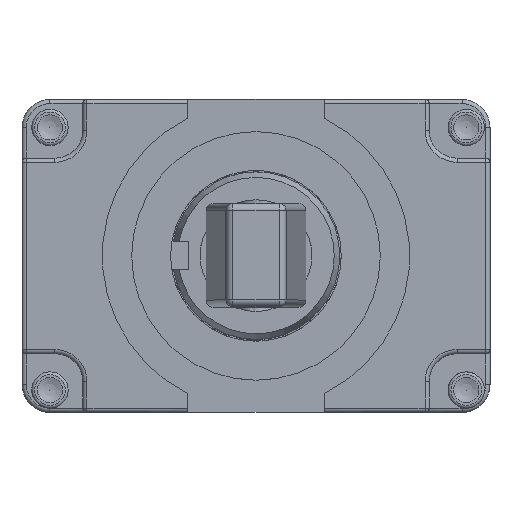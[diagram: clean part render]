
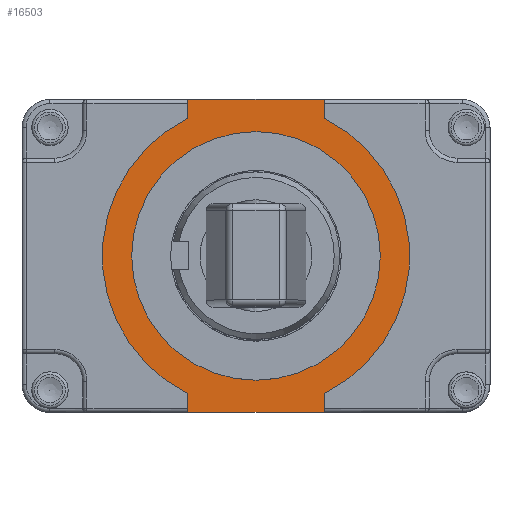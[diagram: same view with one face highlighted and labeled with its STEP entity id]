
A CAD part, top view. The second image highlights one B-rep face of the part: STEP entity #16503.
In plain terms, the highlighted planar face has unit normal (0, 0, 1).
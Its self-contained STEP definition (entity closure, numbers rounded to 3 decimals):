
#162=FACE_BOUND('',#5612,.T.);
#470=PLANE('',#17929);
#1197=LINE('',#25733,#2560);
#1217=LINE('',#25819,#2580);
#1258=LINE('',#26188,#2621);
#1260=LINE('',#26196,#2623);
#1263=LINE('',#26201,#2626);
#1265=LINE('',#26207,#2628);
#2560=VECTOR('',#20573,10.);
#2580=VECTOR('',#20665,10.);
#2621=VECTOR('',#20930,10.);
#2623=VECTOR('',#20940,10.);
#2626=VECTOR('',#20945,10.);
#2628=VECTOR('',#20953,10.);
#4531=FACE_OUTER_BOUND('',#5611,.T.);
#5611=EDGE_LOOP('',(#12738,#12739,#12740,#12741,#12742,#12743,#12744,#12745));
#5612=EDGE_LOOP('',(#12746));
#6623=CIRCLE('',#17918,8.9);
#6624=CIRCLE('',#17922,11.);
#6626=CIRCLE('',#17927,11.);
#7530=VERTEX_POINT('',#25730);
#7531=VERTEX_POINT('',#25732);
#7560=VERTEX_POINT('',#25816);
#7561=VERTEX_POINT('',#25818);
#7625=VERTEX_POINT('',#26179);
#7627=VERTEX_POINT('',#26186);
#7628=VERTEX_POINT('',#26190);
#7630=VERTEX_POINT('',#26199);
#7631=VERTEX_POINT('',#26203);
#9302=EDGE_CURVE('',#7530,#7531,#1197,.T.);
#9344=EDGE_CURVE('',#7560,#7561,#1217,.T.);
#9450=EDGE_CURVE('',#7625,#7625,#6623,.T.);
#9453=EDGE_CURVE('',#7530,#7627,#1258,.T.);
#9454=EDGE_CURVE('',#7627,#7628,#6624,.T.);
#9457=EDGE_CURVE('',#7628,#7561,#1260,.T.);
#9460=EDGE_CURVE('',#7560,#7630,#1263,.T.);
#9461=EDGE_CURVE('',#7630,#7631,#6626,.T.);
#9463=EDGE_CURVE('',#7631,#7531,#1265,.T.);
#12738=ORIENTED_EDGE('',*,*,#9344,.F.);
#12739=ORIENTED_EDGE('',*,*,#9460,.T.);
#12740=ORIENTED_EDGE('',*,*,#9461,.T.);
#12741=ORIENTED_EDGE('',*,*,#9463,.T.);
#12742=ORIENTED_EDGE('',*,*,#9302,.F.);
#12743=ORIENTED_EDGE('',*,*,#9453,.T.);
#12744=ORIENTED_EDGE('',*,*,#9454,.T.);
#12745=ORIENTED_EDGE('',*,*,#9457,.T.);
#12746=ORIENTED_EDGE('',*,*,#9450,.T.);
#16503=ADVANCED_FACE('',(#4531,#162),#470,.T.);
#17918=AXIS2_PLACEMENT_3D('',#26181,#20922,#20923);
#17922=AXIS2_PLACEMENT_3D('',#26191,#20933,#20934);
#17927=AXIS2_PLACEMENT_3D('',#26204,#20948,#20949);
#17929=AXIS2_PLACEMENT_3D('',#26208,#20954,#20955);
#20573=DIRECTION('',(-1.,0.,0.));
#20665=DIRECTION('',(1.,0.,0.));
#20922=DIRECTION('center_axis',(0.,0.,
-1.));
#20923=DIRECTION('ref_axis',(1.,0.,0.));
#20930=DIRECTION('',(0.,1.,0.));
#20933=DIRECTION('center_axis',(0.,0.,
1.));
#20934=DIRECTION('ref_axis',(-0.445,0.895,0.));
#20940=DIRECTION('',(0.,1.,0.));
#20945=DIRECTION('',(0.,-1.,0.));
#20948=DIRECTION('center_axis',(0.,0.,
1.));
#20949=DIRECTION('ref_axis',(0.445,-0.895,0.));
#20953=DIRECTION('',(0.,-1.,0.));
#20954=DIRECTION('center_axis',(0.,0.,
1.));
#20955=DIRECTION('ref_axis',(-1.,0.,0.));
#25730=CARTESIAN_POINT('',(4.9,-11.183,1.8));
#25732=CARTESIAN_POINT('',(-4.9,-11.183,1.8));
#25733=CARTESIAN_POINT('',(7.375,-11.183,1.8));
#25816=CARTESIAN_POINT('',(-4.9,11.183,1.8));
#25818=CARTESIAN_POINT('',(4.9,11.183,1.8));
#25819=CARTESIAN_POINT('',(-7.375,11.183,1.8));
#26179=CARTESIAN_POINT('',(-8.9,0.,1.8));
#26181=CARTESIAN_POINT('Origin',(0.,0.,
1.8));
#26186=CARTESIAN_POINT('',(4.9,-9.848,1.8));
#26188=CARTESIAN_POINT('',(4.9,-9.848,1.8));
#26190=CARTESIAN_POINT('',(4.9,9.848,1.8));
#26191=CARTESIAN_POINT('Origin',(0.,0.,
1.8));
#26196=CARTESIAN_POINT('',(4.9,11.2,1.8));
#26199=CARTESIAN_POINT('',(-4.9,9.848,1.8));
#26201=CARTESIAN_POINT('',(-4.9,9.848,1.8));
#26203=CARTESIAN_POINT('',(-4.9,-9.848,1.8));
#26204=CARTESIAN_POINT('Origin',(0.,0.,
1.8));
#26207=CARTESIAN_POINT('',(-4.9,-11.2,1.8));
#26208=CARTESIAN_POINT('Origin',(0.,0.,
1.8));
